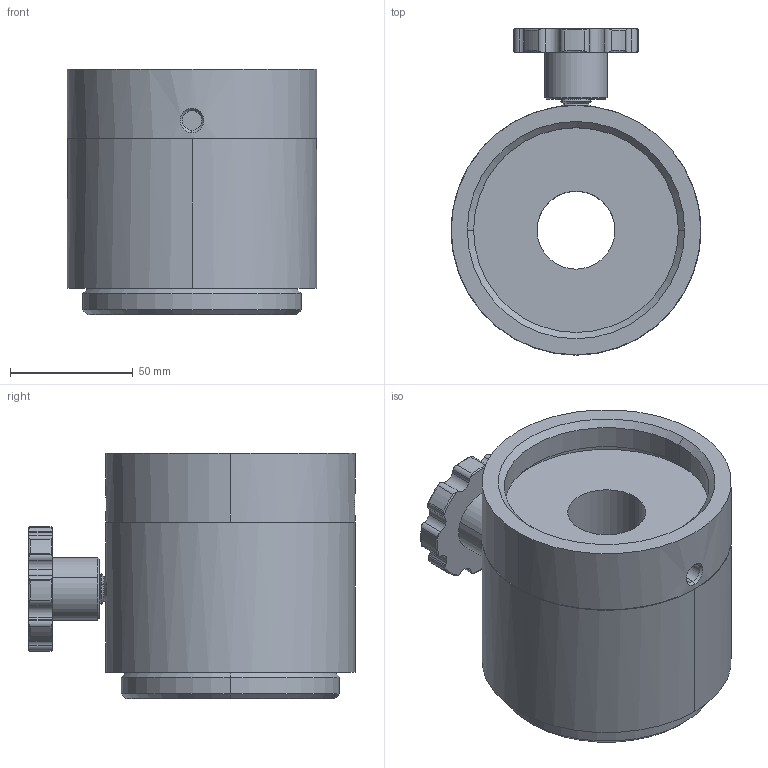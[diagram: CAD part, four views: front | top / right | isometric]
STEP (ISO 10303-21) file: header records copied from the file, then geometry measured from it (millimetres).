
FILE_DESCRIPTION (( 'STEP AP214' ), '1' );
FILE_NAME ('B46632_defeature.STEP', '2023-03-31T15:29:34', ( '' ), ( '' ), 'SwSTEP 2.0', 'SolidWorks 2023', '' );
FILE_SCHEMA (( 'AUTOMOTIVE_DESIGN' ));
Length unit declared in the file: inch
Products named in the file (1): B46632_defeature
Bounding box: 101.6 x 132.84 x 99.8 mm (x, y, z)
Volume: 632290.4 mm3; surface area: 68717.6 mm2
Topology: 1 solids, 1 shells, 117 faces, 300 edges, 192 vertices
Faces by surface type: cylinder 67, cone 23, torus 16, plane 11
Entity records: 3984 total; most frequent: CARTESIAN_POINT 1061, DIRECTION 649, ORIENTED_EDGE 596, EDGE_CURVE 298, AXIS2_PLACEMENT_3D 280, VERTEX_POINT 192, CIRCLE 162, EDGE_LOOP 128
